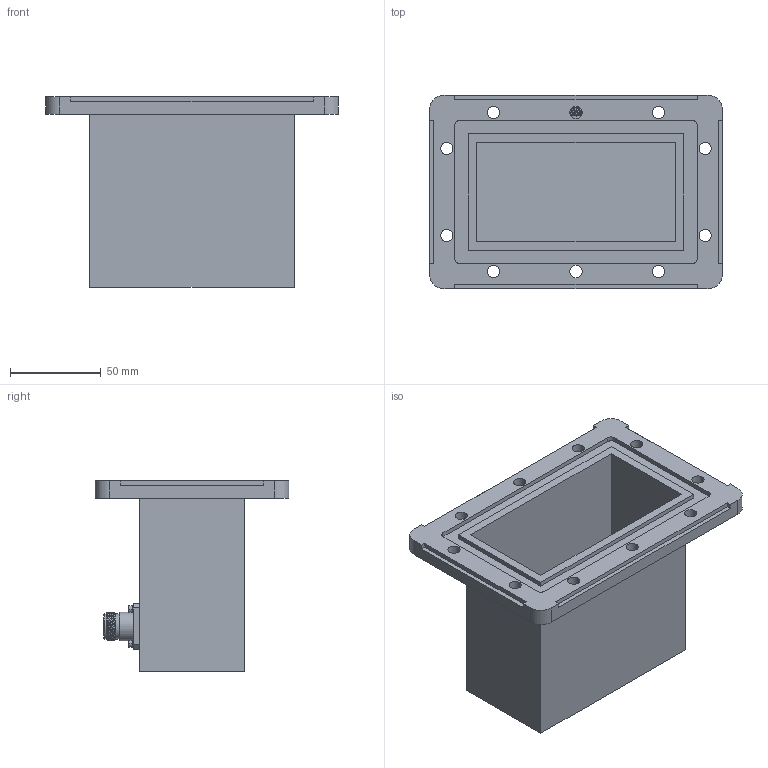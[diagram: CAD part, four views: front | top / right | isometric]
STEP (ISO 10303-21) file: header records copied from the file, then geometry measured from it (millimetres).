
FILE_DESCRIPTION (( 'STEP AP203' ), '1' );
FILE_NAME ('PEWCA1069.step', '2019-08-28T17:15:31', ( '' ), ( '' ), 'SwSTEP 2.0', 'SolidWorks 2018', '' );
FILE_SCHEMA (( 'CONFIG_CONTROL_DESIGN' ));
Length unit declared in the file: inch
Products named in the file (1): PEWCA1069
Bounding box: 161.04 x 106.43 x 104.65 mm (x, y, z)
Volume: 165064.9 mm3; surface area: 110058.3 mm2
Topology: 1 solids, 1 shells, 233 faces, 553 edges, 348 vertices
Faces by surface type: plane 104, cylinder 67, cone 59, bspline 3
Entity records: 7913 total; most frequent: CARTESIAN_POINT 2406, DIRECTION 1139, ORIENTED_EDGE 1106, EDGE_CURVE 553, AXIS2_PLACEMENT_3D 419, VERTEX_POINT 348, VECTOR 301, LINE 301
